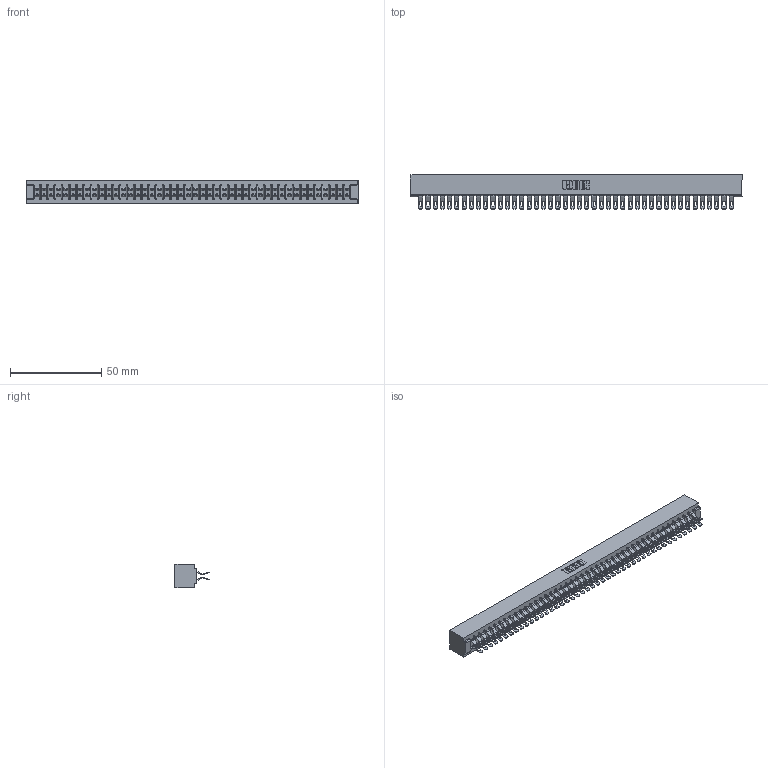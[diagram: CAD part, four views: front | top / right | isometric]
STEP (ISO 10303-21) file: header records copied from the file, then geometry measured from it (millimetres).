
FILE_DESCRIPTION (( 'STEP AP203' ), '1' );
FILE_NAME ('807-088-555-201.STEP', '2021-07-20T21:09:09', ( '' ), ( '' ), 'SwSTEP 2.0', 'SolidWorks 2020', '' );
FILE_SCHEMA (( 'CONFIG_CONTROL_DESIGN' ));
Length unit declared in the file: inch
Products named in the file (3): 807-088-555-201; 807 Part_No Mounting Lugs; 307-290-001_555
Assembly tree (89 placements, depth 2):
  807-088-555-201
    807 Part_No Mounting Lugs
    307-290-001_555  x88
Bounding box: 182.22 x 18.75 x 12.7 mm (x, y, z)
Volume: 20200.8 mm3; surface area: 26527.4 mm2
Topology: 89 solids, 89 shells, 5523 faces, 16227 edges, 10578 vertices
Faces by surface type: plane 3058, cylinder 2375, sphere 90
Entity records: 39141 total; most frequent: CARTESIAN_POINT 6404, ORIENTED_EDGE 6348, DIRECTION 6278, EDGE_CURVE 3174, VECTOR 2426, LINE 2426, VERTEX_POINT 2052, AXIS2_PLACEMENT_3D 1926
